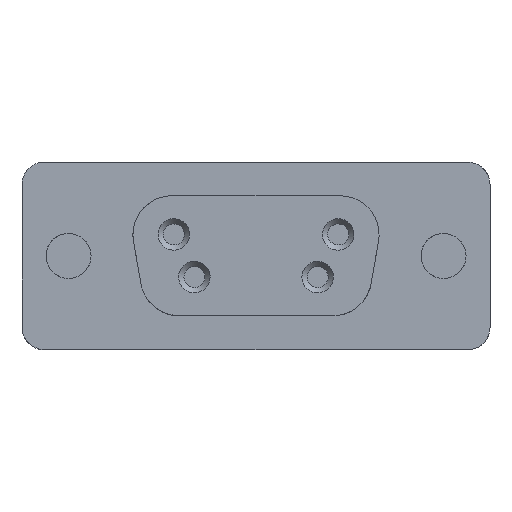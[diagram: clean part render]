
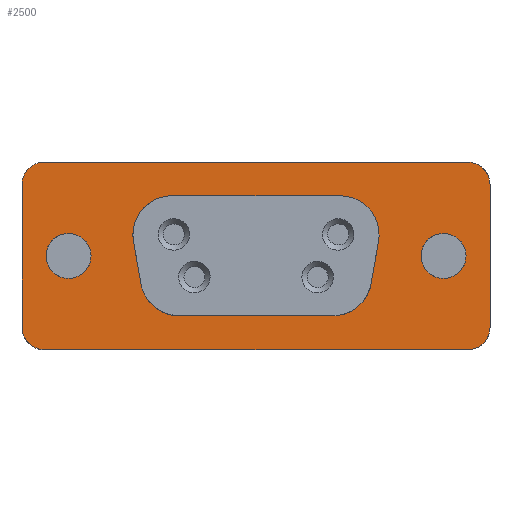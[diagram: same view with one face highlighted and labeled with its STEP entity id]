
A CAD part, top view. The second image highlights one B-rep face of the part: STEP entity #2500.
In plain terms, the highlighted free-form (B-spline) face has degree [1, 1] with [2, 2] control points.
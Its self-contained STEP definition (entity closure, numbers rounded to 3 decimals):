
#490=CARTESIAN_POINT('V27',(5.605,4.0,0.0));
#491=VERTEX_POINT('V27',#490);
#492=CARTESIAN_POINT('V25',(-5.605,4.0,0.0));
#493=VERTEX_POINT('V25',#492);
#494=CARTESIAN_POINT('E30',(5.605,4.0,0.0));
#495=CARTESIAN_POINT('E30',(-5.605,4.0,0.0));
#496=B_SPLINE_CURVE_WITH_KNOTS('E30',1,(#494,#495),.POLYLINE_FORM.,
   .F.,.U.,(2,2),(0.0,1.829),.UNSPECIFIED.);
#497=EDGE_CURVE('E30',#491,#493,#496,.T.);
#527=CARTESIAN_POINT('V28',(8.166,0.949,0.0)
   );
#528=VERTEX_POINT('V28',#527);
#529=CARTESIAN_POINT('E31',(8.166,0.949,0.0)
   );
#530=CARTESIAN_POINT('E31',(8.704,4.0,0.0));
#531=CARTESIAN_POINT('E31',(5.605,4.0,0.0));
#539=(BOUNDED_CURVE()B_SPLINE_CURVE(2,(#529,#530,#531),
   .CIRCULAR_ARC.,.F.,.U.)CURVE()GEOMETRIC_REPRESENTATION_ITEM()
   QUASI_UNIFORM_CURVE()RATIONAL_B_SPLINE_CURVE((1.0,
   0.643,1.0))REPRESENTATION_ITEM('E31'));
#540=EDGE_CURVE('E31',#528,#491,#539,.T.);
#557=CARTESIAN_POINT('V29',(7.672,-1.851,0.0)
   );
#558=VERTEX_POINT('V29',#557);
#559=CARTESIAN_POINT('E32',(7.672,-1.851,0.0)
   );
#560=CARTESIAN_POINT('E32',(8.166,0.949,0.0)
   );
#561=QUASI_UNIFORM_CURVE('E32',1,(#559,#560),.POLYLINE_FORM.,.F.,.U.
   );
#562=EDGE_CURVE('E32',#558,#528,#561,.T.);
#588=CARTESIAN_POINT('V30',(5.111,-4.0,0.0));
#589=VERTEX_POINT('V30',#588);
#590=CARTESIAN_POINT('E33',(5.111,-4.0,0.0));
#591=CARTESIAN_POINT('E33',(7.293,-4.0,0.0));
#592=CARTESIAN_POINT('E33',(7.672,-1.851,0.0)
   );
#600=(BOUNDED_CURVE()B_SPLINE_CURVE(2,(#590,#591,#592),
   .CIRCULAR_ARC.,.F.,.U.)CURVE()GEOMETRIC_REPRESENTATION_ITEM()
   QUASI_UNIFORM_CURVE()RATIONAL_B_SPLINE_CURVE((1.0,
   0.766,1.0))REPRESENTATION_ITEM('E33'));
#601=EDGE_CURVE('E33',#589,#558,#600,.T.);
#618=CARTESIAN_POINT('V31',(-5.111,-4.0,0.0));
#619=VERTEX_POINT('V31',#618);
#620=CARTESIAN_POINT('E34',(-5.111,-4.0,0.0));
#621=CARTESIAN_POINT('E34',(5.111,-4.0,0.0));
#622=B_SPLINE_CURVE_WITH_KNOTS('E34',1,(#620,#621),.POLYLINE_FORM.,
   .F.,.U.,(2,2),(0.0,1.668),.UNSPECIFIED.);
#623=EDGE_CURVE('E34',#619,#589,#622,.T.);
#649=CARTESIAN_POINT('V32',(-7.672,-1.851,
   0.0));
#650=VERTEX_POINT('V32',#649);
#651=CARTESIAN_POINT('E35',(-7.672,-1.851,
   0.0));
#652=CARTESIAN_POINT('E35',(-7.293,-4.0,0.0));
#653=CARTESIAN_POINT('E35',(-5.111,-4.0,0.0));
#661=(BOUNDED_CURVE()B_SPLINE_CURVE(2,(#651,#652,#653),
   .CIRCULAR_ARC.,.F.,.U.)CURVE()GEOMETRIC_REPRESENTATION_ITEM()
   QUASI_UNIFORM_CURVE()RATIONAL_B_SPLINE_CURVE((1.0,
   0.766,1.0))REPRESENTATION_ITEM('E35'));
#662=EDGE_CURVE('E35',#650,#619,#661,.T.);
#679=CARTESIAN_POINT('V26',(-8.166,0.949,0.0)
   );
#680=VERTEX_POINT('V26',#679);
#681=CARTESIAN_POINT('E36',(-8.166,0.949,0.0)
   );
#682=CARTESIAN_POINT('E36',(-7.672,-1.851,
   0.0));
#683=QUASI_UNIFORM_CURVE('E36',1,(#681,#682),.POLYLINE_FORM.,.F.,.U.
   );
#684=EDGE_CURVE('E36',#680,#650,#683,.T.);
#710=CARTESIAN_POINT('E29',(-5.605,4.0,0.0));
#711=CARTESIAN_POINT('E29',(-8.704,4.0,0.0));
#712=CARTESIAN_POINT('E29',(-8.166,0.949,0.0)
   );
#720=(BOUNDED_CURVE()B_SPLINE_CURVE(2,(#710,#711,#712),
   .CIRCULAR_ARC.,.F.,.U.)CURVE()GEOMETRIC_REPRESENTATION_ITEM()
   QUASI_UNIFORM_CURVE()RATIONAL_B_SPLINE_CURVE((1.0,
   0.643,1.0))REPRESENTATION_ITEM('E29'));
#721=EDGE_CURVE('E29',#493,#680,#720,.T.);
#779=CARTESIAN_POINT('V33',(-11.0,0.0,0.0));
#780=VERTEX_POINT('V33',#779);
#786=CARTESIAN_POINT('E37',(-11.0,0.0,0.0));
#787=CARTESIAN_POINT('E37',(-11.0,2.598,0.0));
#788=CARTESIAN_POINT('E37',(-13.25,1.299,
   0.0));
#789=CARTESIAN_POINT('E37',(-15.5,0.,0.0)
   );
#790=CARTESIAN_POINT('E37',(-13.25,-1.299,
   0.0));
#791=CARTESIAN_POINT('E37',(-11.0,-2.598,0.0));
#792=CARTESIAN_POINT('E37',(-11.0,0.0,0.0));
#800=(BOUNDED_CURVE()B_SPLINE_CURVE(2,(#786,#787,#788,#789,#790,
   #791,#792),.CIRCULAR_ARC.,.T.,.U.)B_SPLINE_CURVE_WITH_KNOTS((3,
   2,2,3),(0.0,0.838,1.676,
   2.514),.UNSPECIFIED.)CURVE()
   GEOMETRIC_REPRESENTATION_ITEM()RATIONAL_B_SPLINE_CURVE((1.0,
   0.5,1.0,0.5,1.0,0.5,1.0)
   )REPRESENTATION_ITEM('E37'));
#801=EDGE_CURVE('E37',#780,#780,#800,.T.);
#2212=CARTESIAN_POINT('V19',(15.6,4.75,
   0.0));
#2213=VERTEX_POINT('V19',#2212);
#2214=CARTESIAN_POINT('V17',(15.6,-4.75,
   0.0));
#2215=VERTEX_POINT('V17',#2214);
#2216=CARTESIAN_POINT('E22',(15.6,4.75,
   0.0));
#2217=CARTESIAN_POINT('E22',(15.6,-4.75,
   0.0));
#2218=B_SPLINE_CURVE_WITH_KNOTS('E22',1,(#2216,#2217),
   .POLYLINE_FORM.,.F.,.U.,(2,2),(0.0,1.532),
   .UNSPECIFIED.);
#2219=EDGE_CURVE('E22',#2213,#2215,#2218,.T.);
#2249=CARTESIAN_POINT('V20',(14.1,6.25,
   0.0));
#2250=VERTEX_POINT('V20',#2249);
#2251=CARTESIAN_POINT('E23',(14.1,6.25,
   0.0));
#2252=CARTESIAN_POINT('E23',(15.6,6.25,
   0.0));
#2253=CARTESIAN_POINT('E23',(15.6,4.75,
   0.0));
#2261=(BOUNDED_CURVE()B_SPLINE_CURVE(2,(#2251,#2252,#2253),
   .CIRCULAR_ARC.,.F.,.U.)CURVE()GEOMETRIC_REPRESENTATION_ITEM()
   QUASI_UNIFORM_CURVE()RATIONAL_B_SPLINE_CURVE((1.0,
   0.707,1.0))REPRESENTATION_ITEM('E23'));
#2262=EDGE_CURVE('E23',#2250,#2213,#2261,.T.);
#2279=CARTESIAN_POINT('V21',(-14.1,6.25,
   0.0));
#2280=VERTEX_POINT('V21',#2279);
#2281=CARTESIAN_POINT('E24',(-14.1,6.25,
   0.0));
#2282=CARTESIAN_POINT('E24',(14.1,6.25,
   0.0));
#2283=B_SPLINE_CURVE_WITH_KNOTS('E24',1,(#2281,#2282),
   .POLYLINE_FORM.,.F.,.U.,(2,2),(0.0,4.548),
   .UNSPECIFIED.);
#2284=EDGE_CURVE('E24',#2280,#2250,#2283,.T.);
#2310=CARTESIAN_POINT('V22',(-15.6,4.75,
   0.0));
#2311=VERTEX_POINT('V22',#2310);
#2312=CARTESIAN_POINT('E25',(-15.6,4.75,
   0.0));
#2313=CARTESIAN_POINT('E25',(-15.6,6.25,
   0.0));
#2314=CARTESIAN_POINT('E25',(-14.1,6.25,
   0.0));
#2322=(BOUNDED_CURVE()B_SPLINE_CURVE(2,(#2312,#2313,#2314),
   .CIRCULAR_ARC.,.F.,.U.)CURVE()GEOMETRIC_REPRESENTATION_ITEM()
   QUASI_UNIFORM_CURVE()RATIONAL_B_SPLINE_CURVE((1.0,
   0.707,1.0))REPRESENTATION_ITEM('E25'));
#2323=EDGE_CURVE('E25',#2311,#2280,#2322,.T.);
#2340=CARTESIAN_POINT('V23',(-15.6,-4.75,
   0.0));
#2341=VERTEX_POINT('V23',#2340);
#2342=CARTESIAN_POINT('E26',(-15.6,-4.75,
   0.0));
#2343=CARTESIAN_POINT('E26',(-15.6,4.75,
   0.0));
#2344=B_SPLINE_CURVE_WITH_KNOTS('E26',1,(#2342,#2343),
   .POLYLINE_FORM.,.F.,.U.,(2,2),(0.0,1.532),
   .UNSPECIFIED.);
#2345=EDGE_CURVE('E26',#2341,#2311,#2344,.T.);
#2371=CARTESIAN_POINT('V24',(-14.1,-6.25,
   0.0));
#2372=VERTEX_POINT('V24',#2371);
#2373=CARTESIAN_POINT('E27',(-14.1,-6.25,
   0.0));
#2374=CARTESIAN_POINT('E27',(-15.6,-6.25,
   0.0));
#2375=CARTESIAN_POINT('E27',(-15.6,-4.75,
   0.0));
#2383=(BOUNDED_CURVE()B_SPLINE_CURVE(2,(#2373,#2374,#2375),
   .CIRCULAR_ARC.,.F.,.U.)CURVE()GEOMETRIC_REPRESENTATION_ITEM()
   QUASI_UNIFORM_CURVE()RATIONAL_B_SPLINE_CURVE((1.0,
   0.707,1.0))REPRESENTATION_ITEM('E27'));
#2384=EDGE_CURVE('E27',#2372,#2341,#2383,.T.);
#2401=CARTESIAN_POINT('V18',(14.1,-6.25,
   0.0));
#2402=VERTEX_POINT('V18',#2401);
#2403=CARTESIAN_POINT('E28',(14.1,-6.25,
   0.0));
#2404=CARTESIAN_POINT('E28',(-14.1,-6.25,
   0.0));
#2405=B_SPLINE_CURVE_WITH_KNOTS('E28',1,(#2403,#2404),
   .POLYLINE_FORM.,.F.,.U.,(2,2),(0.0,4.548),
   .UNSPECIFIED.);
#2406=EDGE_CURVE('E28',#2402,#2372,#2405,.T.);
#2432=CARTESIAN_POINT('E21',(15.6,-4.75,
   0.0));
#2433=CARTESIAN_POINT('E21',(15.6,-6.25,
   0.0));
#2434=CARTESIAN_POINT('E21',(14.1,-6.25,
   0.0));
#2442=(BOUNDED_CURVE()B_SPLINE_CURVE(2,(#2432,#2433,#2434),
   .CIRCULAR_ARC.,.F.,.U.)CURVE()GEOMETRIC_REPRESENTATION_ITEM()
   QUASI_UNIFORM_CURVE()RATIONAL_B_SPLINE_CURVE((1.0,
   0.707,1.0))REPRESENTATION_ITEM('E21'));
#2443=EDGE_CURVE('E21',#2215,#2402,#2442,.T.);
#2451=CARTESIAN_POINT('F10',(-17.16,-6.875,
   0.0));
#2452=CARTESIAN_POINT('F10',(17.16,-6.875,
   0.0));
#2453=CARTESIAN_POINT('F10',(-17.16,6.875,
   0.0));
#2454=CARTESIAN_POINT('F10',(17.16,6.875,
   0.0));
#2455=QUASI_UNIFORM_SURFACE('F10',1,1,((#2451,#2453),(#2452,#2454))
,.PLANE_SURF.,.F.,.F.,.U.);
#2456=ORIENTED_EDGE('E21',*,*,#2443,.F.);
#2457=ORIENTED_EDGE('E22',*,*,#2219,.F.);
#2458=ORIENTED_EDGE('E23',*,*,#2262,.F.);
#2459=ORIENTED_EDGE('E24',*,*,#2284,.F.);
#2460=ORIENTED_EDGE('E25',*,*,#2323,.F.);
#2461=ORIENTED_EDGE('E26',*,*,#2345,.F.);
#2462=ORIENTED_EDGE('E27',*,*,#2384,.F.);
#2463=ORIENTED_EDGE('E28',*,*,#2406,.F.);
#2464=EDGE_LOOP('F10',(#2456,#2457,#2458,#2459,#2460,#2461,#2462,
   #2463));
#2465=FACE_OUTER_BOUND('F10',#2464,.T.);
#2466=CARTESIAN_POINT('V34',(14.0,0.,0.0));
#2467=VERTEX_POINT('V34',#2466);
#2468=CARTESIAN_POINT('E38',(14.0,0.,0.0));
#2469=CARTESIAN_POINT('E38',(14.0,2.598,0.0));
#2470=CARTESIAN_POINT('E38',(11.75,1.299,
   0.0));
#2471=CARTESIAN_POINT('E38',(9.5,0.,0.0));
#2472=CARTESIAN_POINT('E38',(11.75,-1.299,
   0.0));
#2473=CARTESIAN_POINT('E38',(14.0,-2.598,0.0));
#2474=CARTESIAN_POINT('E38',(14.0,0.,0.0));
#2482=(BOUNDED_CURVE()B_SPLINE_CURVE(2,(#2468,#2469,#2470,#2471,
   #2472,#2473,#2474),.CIRCULAR_ARC.,.T.,.U.)
   B_SPLINE_CURVE_WITH_KNOTS((3,2,2,3),(0.0,0.838,
   1.676,2.514),.UNSPECIFIED.)CURVE()
   GEOMETRIC_REPRESENTATION_ITEM()RATIONAL_B_SPLINE_CURVE((1.0,
   0.5,1.0,0.5,1.0,0.5,1.0)
   )REPRESENTATION_ITEM('E38'));
#2483=EDGE_CURVE('E38',#2467,#2467,#2482,.T.);
#2484=ORIENTED_EDGE('E38',*,*,#2483,.F.);
#2485=EDGE_LOOP('F10',(#2484));
#2486=FACE_BOUND('F10',#2485,.T.);
#2487=ORIENTED_EDGE('E37',*,*,#801,.F.);
#2488=EDGE_LOOP('F10',(#2487));
#2489=FACE_BOUND('F10',#2488,.T.);
#2490=ORIENTED_EDGE('E29',*,*,#721,.F.);
#2491=ORIENTED_EDGE('E30',*,*,#497,.F.);
#2492=ORIENTED_EDGE('E31',*,*,#540,.F.);
#2493=ORIENTED_EDGE('E32',*,*,#562,.F.);
#2494=ORIENTED_EDGE('E33',*,*,#601,.F.);
#2495=ORIENTED_EDGE('E34',*,*,#623,.F.);
#2496=ORIENTED_EDGE('E35',*,*,#662,.F.);
#2497=ORIENTED_EDGE('E36',*,*,#684,.F.);
#2498=EDGE_LOOP('F10',(#2490,#2491,#2492,#2493,#2494,#2495,#2496,
   #2497));
#2499=FACE_BOUND('F10',#2498,.T.);
#2500=ADVANCED_FACE('F10',(#2465,#2486,#2489,#2499),#2455,.T.);
